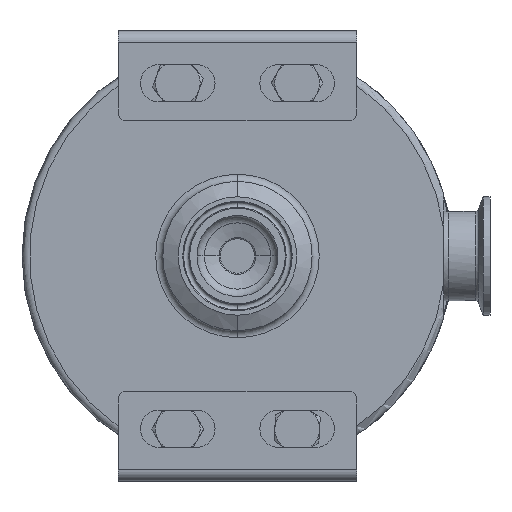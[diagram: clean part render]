
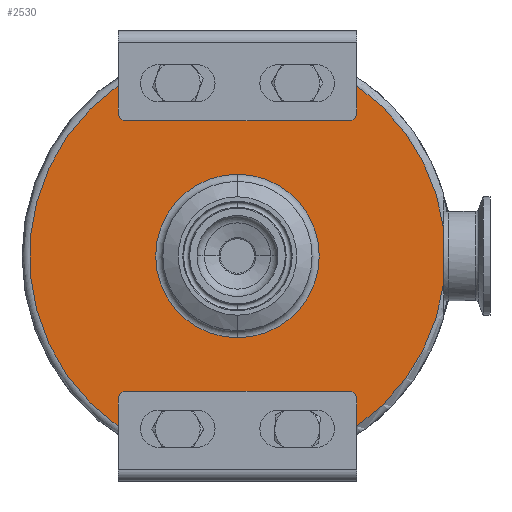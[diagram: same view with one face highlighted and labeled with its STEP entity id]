
A CAD part, front view. The second image highlights one B-rep face of the part: STEP entity #2530.
In plain terms, the highlighted planar face has unit normal (0, -1, 0).
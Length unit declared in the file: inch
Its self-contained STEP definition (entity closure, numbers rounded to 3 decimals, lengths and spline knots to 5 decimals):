
#18 = CARTESIAN_POINT ( 'NONE',  ( -1.875, -1.39, 2.395 ) ) ;
#19 = VERTEX_POINT ( 'NONE', #12861 ) ;
#58 = AXIS2_PLACEMENT_3D ( 'NONE', #18, #150, #1336 ) ;
#150 = DIRECTION ( 'NONE',  ( 0., 1., 0. ) ) ;
#212 = DIRECTION ( 'NONE',  ( 0., -1., 0. ) ) ;
#370 = AXIS2_PLACEMENT_3D ( 'NONE', #4247, #1220, #13652 ) ;
#415 = CARTESIAN_POINT ( 'NONE',  ( 3.454, -1.39, 0. ) ) ;
#530 = EDGE_CURVE ( 'NONE', #730, #2705, #12368, .T. ) ;
#730 = VERTEX_POINT ( 'NONE', #12565 ) ;
#752 = CARTESIAN_POINT ( 'NONE',  ( 1.875, -1.39, 2.27 ) ) ;
#783 = EDGE_CURVE ( 'NONE', #3799, #1782, #9435, .T. ) ;
#941 = CARTESIAN_POINT ( 'NONE',  ( 0., -1.39, 1.37 ) ) ;
#1013 = DIRECTION ( 'NONE',  ( 0., 0., -1. ) ) ;
#1220 = DIRECTION ( 'NONE',  ( 0., 1., 0. ) ) ;
#1253 = DIRECTION ( 'NONE',  ( 0., 1., 0. ) ) ;
#1331 = CARTESIAN_POINT ( 'NONE',  ( 1.875, -1.39, 2.395 ) ) ;
#1336 = DIRECTION ( 'NONE',  ( 0., 0., 1. ) ) ;
#1420 = EDGE_CURVE ( 'NONE', #4317, #11797, #3706, .T. ) ;
#1525 = CIRCLE ( 'NONE', #11587, 1.37 ) ;
#1559 = EDGE_CURVE ( 'NONE', #7743, #10018, #11404, .T. ) ;
#1659 = PLANE ( 'NONE',  #10334 ) ;
#1764 = DIRECTION ( 'NONE',  ( 0., 0., -1. ) ) ;
#1771 = AXIS2_PLACEMENT_3D ( 'NONE', #11013, #4677, #6807 ) ;
#1782 = VERTEX_POINT ( 'NONE', #752 ) ;
#1797 = VERTEX_POINT ( 'NONE', #11476 ) ;
#1899 = CARTESIAN_POINT ( 'NONE',  ( -1.875, -1.39, -2.27 ) ) ;
#2082 = CARTESIAN_POINT ( 'NONE',  ( 2., -1.39, 3.5825 ) ) ;
#2265 = ORIENTED_EDGE ( 'NONE', *, *, #9649, .T. ) ;
#2312 = DIRECTION ( 'NONE',  ( 0., 0., 1. ) ) ;
#2319 = AXIS2_PLACEMENT_3D ( 'NONE', #1331, #8679, #2312 ) ;
#2407 = CIRCLE ( 'NONE', #370, 0.125 ) ;
#2530 = ADVANCED_FACE ( 'NONE', ( #12195, #8404 ), #1659, .T. ) ;
#2543 = DIRECTION ( 'NONE',  ( 0., 0., -1. ) ) ;
#2659 = AXIS2_PLACEMENT_3D ( 'NONE', #10270, #10132, #1764 ) ;
#2699 = CARTESIAN_POINT ( 'NONE',  ( 2., -1.39, -3.5825 ) ) ;
#2705 = VERTEX_POINT ( 'NONE', #9427 ) ;
#2708 = ORIENTED_EDGE ( 'NONE', *, *, #9978, .F. ) ;
#2893 = CIRCLE ( 'NONE', #3802, 1.37 ) ;
#2913 = ORIENTED_EDGE ( 'NONE', *, *, #11892, .F. ) ;
#2960 = DIRECTION ( 'NONE',  ( 0., -1., 0. ) ) ;
#3197 = CARTESIAN_POINT ( 'NONE',  ( 3.454, -1.39, 0.4638 ) ) ;
#3313 = DIRECTION ( 'NONE',  ( 0., -1., 0. ) ) ;
#3383 = ORIENTED_EDGE ( 'NONE', *, *, #11171, .T. ) ;
#3450 = CARTESIAN_POINT ( 'NONE',  ( 0., -1.39, 0. ) ) ;
#3532 = EDGE_CURVE ( 'NONE', #730, #19, #10529, .T. ) ;
#3666 = ORIENTED_EDGE ( 'NONE', *, *, #1559, .T. ) ;
#3687 = ORIENTED_EDGE ( 'NONE', *, *, #11915, .F. ) ;
#3706 = LINE ( 'NONE', #10616, #5378 ) ;
#3799 = VERTEX_POINT ( 'NONE', #6975 ) ;
#3802 = AXIS2_PLACEMENT_3D ( 'NONE', #5534, #10672, #7479 ) ;
#3874 = VERTEX_POINT ( 'NONE', #9167 ) ;
#4040 = CARTESIAN_POINT ( 'NONE',  ( 1.875, -1.39, -2.27 ) ) ;
#4086 = DIRECTION ( 'NONE',  ( 0., 0., 1. ) ) ;
#4247 = CARTESIAN_POINT ( 'NONE',  ( 1.875, -1.39, -2.395 ) ) ;
#4287 = EDGE_LOOP ( 'NONE', ( #10331, #12377, #2708, #2265, #8684, #10001, #7204, #9988, #3687, #4625, #8409, #10036, #2913, #3666 ) ) ;
#4317 = VERTEX_POINT ( 'NONE', #12746 ) ;
#4370 = VECTOR ( 'NONE', #11134, 39.37008 ) ;
#4376 = DIRECTION ( 'NONE',  ( 0., 0., -1. ) ) ;
#4625 = ORIENTED_EDGE ( 'NONE', *, *, #6224, .T. ) ;
#4677 = DIRECTION ( 'NONE',  ( 0., -1., 0. ) ) ;
#4920 = DIRECTION ( 'NONE',  ( -1., 0., 0. ) ) ;
#5373 = VERTEX_POINT ( 'NONE', #1899 ) ;
#5378 = VECTOR ( 'NONE', #4376, 39.37008 ) ;
#5392 = CARTESIAN_POINT ( 'NONE',  ( 0., -1.39, 0. ) ) ;
#5409 = CARTESIAN_POINT ( 'NONE',  ( 0., -1.39, 0. ) ) ;
#5534 = CARTESIAN_POINT ( 'NONE',  ( 0., -1.39, 0. ) ) ;
#5665 = CIRCLE ( 'NONE', #58, 0.125 ) ;
#5835 = CARTESIAN_POINT ( 'NONE',  ( 2., -1.39, -2.27 ) ) ;
#5867 = VECTOR ( 'NONE', #2543, 39.37008 ) ;
#5925 = AXIS2_PLACEMENT_3D ( 'NONE', #3450, #212, #7576 ) ;
#6085 = DIRECTION ( 'NONE',  ( 0., 0., -1. ) ) ;
#6094 = CARTESIAN_POINT ( 'NONE',  ( -2., -1.39, -3.5825 ) ) ;
#6224 = EDGE_CURVE ( 'NONE', #9527, #2705, #2407, .T. ) ;
#6253 = CARTESIAN_POINT ( 'NONE',  ( -2., -1.39, 2.27 ) ) ;
#6469 = VECTOR ( 'NONE', #1013, 39.37008 ) ;
#6807 = DIRECTION ( 'NONE',  ( 0., 0., -1. ) ) ;
#6973 = CARTESIAN_POINT ( 'NONE',  ( -1.875, -1.39, 2.27 ) ) ;
#6975 = CARTESIAN_POINT ( 'NONE',  ( 2., -1.39, 2.395 ) ) ;
#7204 = ORIENTED_EDGE ( 'NONE', *, *, #9468, .T. ) ;
#7320 = VECTOR ( 'NONE', #4920, 39.37008 ) ;
#7479 = DIRECTION ( 'NONE',  ( 0., 0., -1. ) ) ;
#7576 = DIRECTION ( 'NONE',  ( 0., 0., -1. ) ) ;
#7743 = VERTEX_POINT ( 'NONE', #3197 ) ;
#7770 = VECTOR ( 'NONE', #4086, 39.37008 ) ;
#8063 = VECTOR ( 'NONE', #10287, 39.37008 ) ;
#8404 = FACE_BOUND ( 'NONE', #9922, .T. ) ;
#8409 = ORIENTED_EDGE ( 'NONE', *, *, #530, .F. ) ;
#8494 = VERTEX_POINT ( 'NONE', #941 ) ;
#8679 = DIRECTION ( 'NONE',  ( 0., 1., 0. ) ) ;
#8684 = ORIENTED_EDGE ( 'NONE', *, *, #1420, .F. ) ;
#9065 = LINE ( 'NONE', #6094, #7770 ) ;
#9110 = EDGE_CURVE ( 'NONE', #8494, #1797, #1525, .T. ) ;
#9167 = CARTESIAN_POINT ( 'NONE',  ( -2., -1.39, -2.395 ) ) ;
#9348 = VERTEX_POINT ( 'NONE', #6973 ) ;
#9408 = CARTESIAN_POINT ( 'NONE',  ( 2., -1.39, 2.85398 ) ) ;
#9427 = CARTESIAN_POINT ( 'NONE',  ( 2., -1.39, -2.395 ) ) ;
#9435 = CIRCLE ( 'NONE', #2319, 0.125 ) ;
#9468 = EDGE_CURVE ( 'NONE', #13034, #3874, #9065, .T. ) ;
#9527 = VERTEX_POINT ( 'NONE', #4040 ) ;
#9649 = EDGE_CURVE ( 'NONE', #9348, #11797, #5665, .T. ) ;
#9922 = EDGE_LOOP ( 'NONE', ( #3383, #12491 ) ) ;
#9978 = EDGE_CURVE ( 'NONE', #9348, #1782, #10536, .T. ) ;
#9988 = ORIENTED_EDGE ( 'NONE', *, *, #12525, .T. ) ;
#10001 = ORIENTED_EDGE ( 'NONE', *, *, #13185, .T. ) ;
#10018 = VERTEX_POINT ( 'NONE', #9408 ) ;
#10036 = ORIENTED_EDGE ( 'NONE', *, *, #3532, .T. ) ;
#10109 = CARTESIAN_POINT ( 'NONE',  ( 1.25, -1.39, 0. ) ) ;
#10132 = DIRECTION ( 'NONE',  ( 0., 1., 0. ) ) ;
#10270 = CARTESIAN_POINT ( 'NONE',  ( -1.875, -1.39, -2.395 ) ) ;
#10287 = DIRECTION ( 'NONE',  ( 1., 0., 0. ) ) ;
#10323 = CARTESIAN_POINT ( 'NONE',  ( -2., -1.39, -2.85398 ) ) ;
#10331 = ORIENTED_EDGE ( 'NONE', *, *, #12873, .T. ) ;
#10334 = AXIS2_PLACEMENT_3D ( 'NONE', #10109, #2960, #6085 ) ;
#10529 = CIRCLE ( 'NONE', #5925, 3.485 ) ;
#10536 = LINE ( 'NONE', #6253, #8063 ) ;
#10555 = LINE ( 'NONE', #2082, #6469 ) ;
#10616 = CARTESIAN_POINT ( 'NONE',  ( -2., -1.39, 3.5825 ) ) ;
#10672 = DIRECTION ( 'NONE',  ( 0., 1., 0. ) ) ;
#10717 = CIRCLE ( 'NONE', #12974, 3.485 ) ;
#11013 = CARTESIAN_POINT ( 'NONE',  ( 0., -1.39, 0. ) ) ;
#11087 = LINE ( 'NONE', #5835, #7320 ) ;
#11134 = DIRECTION ( 'NONE',  ( 0., 0., 1. ) ) ;
#11171 = EDGE_CURVE ( 'NONE', #1797, #8494, #2893, .T. ) ;
#11404 = CIRCLE ( 'NONE', #1771, 3.485 ) ;
#11476 = CARTESIAN_POINT ( 'NONE',  ( 0., -1.39, -1.37 ) ) ;
#11587 = AXIS2_PLACEMENT_3D ( 'NONE', #5392, #1253, #12658 ) ;
#11753 = LINE ( 'NONE', #415, #5867 ) ;
#11797 = VERTEX_POINT ( 'NONE', #12972 ) ;
#11892 = EDGE_CURVE ( 'NONE', #7743, #19, #11753, .T. ) ;
#11915 = EDGE_CURVE ( 'NONE', #9527, #5373, #11087, .T. ) ;
#12195 = FACE_OUTER_BOUND ( 'NONE', #4287, .T. ) ;
#12368 = LINE ( 'NONE', #2699, #4370 ) ;
#12377 = ORIENTED_EDGE ( 'NONE', *, *, #783, .T. ) ;
#12491 = ORIENTED_EDGE ( 'NONE', *, *, #9110, .T. ) ;
#12525 = EDGE_CURVE ( 'NONE', #3874, #5373, #12732, .T. ) ;
#12565 = CARTESIAN_POINT ( 'NONE',  ( 2., -1.39, -2.85398 ) ) ;
#12658 = DIRECTION ( 'NONE',  ( 0., 0., -1. ) ) ;
#12732 = CIRCLE ( 'NONE', #2659, 0.125 ) ;
#12746 = CARTESIAN_POINT ( 'NONE',  ( -2., -1.39, 2.85398 ) ) ;
#12860 = DIRECTION ( 'NONE',  ( 0., 0., -1. ) ) ;
#12861 = CARTESIAN_POINT ( 'NONE',  ( 3.454, -1.39, -0.4638 ) ) ;
#12873 = EDGE_CURVE ( 'NONE', #10018, #3799, #10555, .T. ) ;
#12972 = CARTESIAN_POINT ( 'NONE',  ( -2., -1.39, 2.395 ) ) ;
#12974 = AXIS2_PLACEMENT_3D ( 'NONE', #5409, #3313, #12860 ) ;
#13034 = VERTEX_POINT ( 'NONE', #10323 ) ;
#13185 = EDGE_CURVE ( 'NONE', #4317, #13034, #10717, .T. ) ;
#13652 = DIRECTION ( 'NONE',  ( 0., 0., -1. ) ) ;
